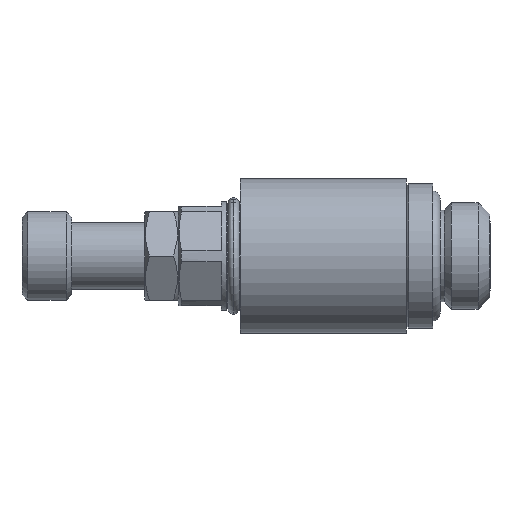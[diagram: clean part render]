
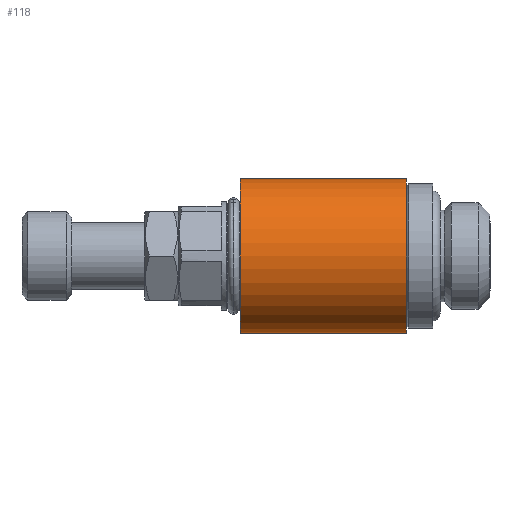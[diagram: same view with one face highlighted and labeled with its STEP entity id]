
A CAD part, left-side view. The second image highlights one B-rep face of the part: STEP entity #118.
In plain terms, the highlighted cylindrical face has radius 7 mm (diameter 14 mm), a partial arc.
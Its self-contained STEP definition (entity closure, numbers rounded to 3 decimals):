
#106 = EDGE_CURVE ( 'NONE', #785, #883, #1386, .T. ) ;
#107 = EDGE_LOOP ( 'NONE', ( #119, #124, #125, #126 ) ) ;
#118 = ADVANCED_FACE ( 'NONE', ( #1458 ), #1460, .T. ) ;
#119 = ORIENTED_EDGE ( 'NONE', *, *, #1128, .F. ) ;
#124 = ORIENTED_EDGE ( 'NONE', *, *, #106, .F. ) ;
#125 = ORIENTED_EDGE ( 'NONE', *, *, #1094, .T. ) ;
#126 = ORIENTED_EDGE ( 'NONE', *, *, #131, .F. ) ;
#131 = EDGE_CURVE ( 'NONE', #1077, #894, #1465, .T. ) ;
#785 = VERTEX_POINT ( 'NONE', #3029 ) ;
#883 = VERTEX_POINT ( 'NONE', #3748 ) ;
#894 = VERTEX_POINT ( 'NONE', #3817 ) ;
#1077 = VERTEX_POINT ( 'NONE', #4120 ) ;
#1094 = EDGE_CURVE ( 'NONE', #785, #894, #4154, .T. ) ;
#1128 = EDGE_CURVE ( 'NONE', #883, #1077, #4391, .T. ) ;
#1386 = CIRCLE ( 'NONE', #1399, 7. ) ;
#1388 = DIRECTION ( 'NONE',  ( 0., 0., 1. ) ) ;
#1389 = DIRECTION ( 'NONE',  ( 0., 1., 0. ) ) ;
#1390 = CARTESIAN_POINT ( 'NONE',  ( 0., 22.9, 0. ) ) ;
#1391 = DIRECTION ( 'NONE',  ( 0., 0., 1. ) ) ;
#1392 = DIRECTION ( 'NONE',  ( 0., 1., 0. ) ) ;
#1399 = AXIS2_PLACEMENT_3D ( 'NONE', #1474, #1473, #1472 ) ;
#1449 = CARTESIAN_POINT ( 'NONE',  ( 0., 30.486, 0. ) ) ;
#1450 = AXIS2_PLACEMENT_3D ( 'NONE', #1449, #1392, #1391 ) ;
#1458 = FACE_OUTER_BOUND ( 'NONE', #107, .T. ) ;
#1460 = CYLINDRICAL_SURFACE ( 'NONE', #1450, 7. ) ;
#1464 = AXIS2_PLACEMENT_3D ( 'NONE', #1390, #1389, #1388 ) ;
#1465 = CIRCLE ( 'NONE', #1464, 7. ) ;
#1472 = DIRECTION ( 'NONE',  ( 0., 0., -1. ) ) ;
#1473 = DIRECTION ( 'NONE',  ( 0., -1., 0. ) ) ;
#1474 = CARTESIAN_POINT ( 'NONE',  ( 0., 7.9, 0. ) ) ;
#3029 = CARTESIAN_POINT ( 'NONE',  ( 0., 7.9, 7. ) ) ;
#3748 = CARTESIAN_POINT ( 'NONE',  ( 0., 7.9, -7. ) ) ;
#3817 = CARTESIAN_POINT ( 'NONE',  ( 0., 22.9, 7. ) ) ;
#4120 = CARTESIAN_POINT ( 'NONE',  ( 0., 22.9, -7. ) ) ;
#4152 = VECTOR ( 'NONE', #4256, 1000. ) ;
#4153 = CARTESIAN_POINT ( 'NONE',  ( 0., 30.486, 7. ) ) ;
#4154 = LINE ( 'NONE', #4153, #4152 ) ;
#4256 = DIRECTION ( 'NONE',  ( 0., 1., 0. ) ) ;
#4388 = DIRECTION ( 'NONE',  ( 0., 1., 0. ) ) ;
#4389 = VECTOR ( 'NONE', #4388, 1000. ) ;
#4390 = CARTESIAN_POINT ( 'NONE',  ( 0., 30.486, -7. ) ) ;
#4391 = LINE ( 'NONE', #4390, #4389 ) ;
